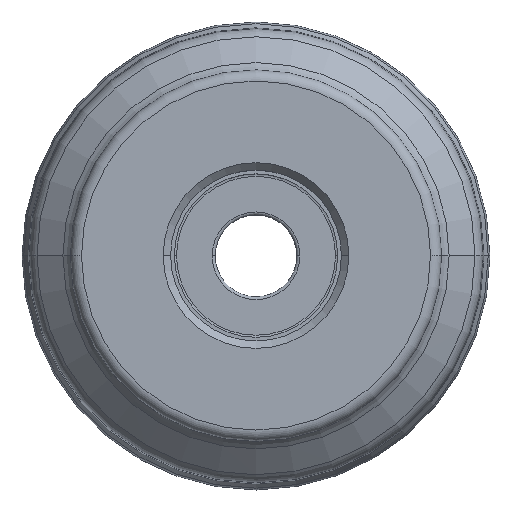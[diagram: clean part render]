
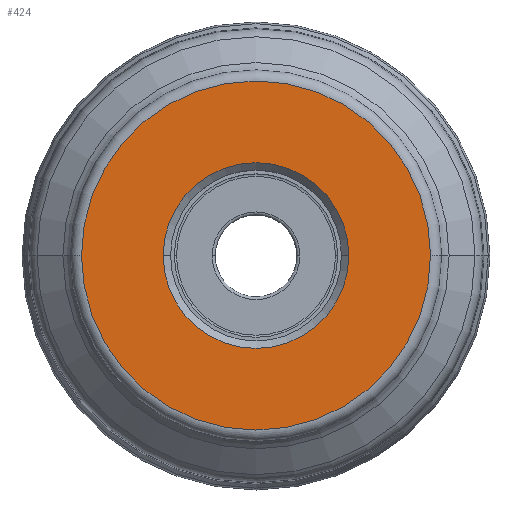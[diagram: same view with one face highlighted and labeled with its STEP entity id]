
A CAD part, top view. The second image highlights one B-rep face of the part: STEP entity #424.
In plain terms, the highlighted planar face has unit normal (0, 0, 1).
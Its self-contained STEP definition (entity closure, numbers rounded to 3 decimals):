
#424=ADVANCED_FACE('',(#468,#469),#458,.F.);
#458=PLANE('',#2708);
#468=FACE_BOUND('',#583,.T.);
#469=FACE_BOUND('',#584,.T.);
#583=EDGE_LOOP('',(#1082,#1083,#1084,#1085));
#584=EDGE_LOOP('',(#1086,#1087,#1088,#1089));
#1082=ORIENTED_EDGE('',*,*,#1683,.F.);
#1083=ORIENTED_EDGE('',*,*,#1687,.F.);
#1084=ORIENTED_EDGE('',*,*,#1686,.T.);
#1085=ORIENTED_EDGE('',*,*,#1684,.T.);
#1086=ORIENTED_EDGE('',*,*,#1688,.T.);
#1087=ORIENTED_EDGE('',*,*,#1689,.T.);
#1088=ORIENTED_EDGE('',*,*,#1690,.T.);
#1089=ORIENTED_EDGE('',*,*,#1691,.T.);
#1390=VERTEX_POINT('',#5565);
#1391=VERTEX_POINT('',#5567);
#1392=VERTEX_POINT('',#5569);
#1393=VERTEX_POINT('',#5573);
#1394=VERTEX_POINT('',#5577);
#1395=VERTEX_POINT('',#5578);
#1396=VERTEX_POINT('',#5580);
#1397=VERTEX_POINT('',#5582);
#1683=EDGE_CURVE('',#1390,#1391,#2053,.T.);
#1684=EDGE_CURVE('',#1392,#1391,#2054,.T.);
#1686=EDGE_CURVE('',#1393,#1392,#2056,.T.);
#1687=EDGE_CURVE('',#1393,#1390,#2057,.T.);
#1688=EDGE_CURVE('',#1394,#1395,#2058,.T.);
#1689=EDGE_CURVE('',#1395,#1396,#2059,.T.);
#1690=EDGE_CURVE('',#1396,#1397,#2060,.T.);
#1691=EDGE_CURVE('',#1397,#1394,#2061,.T.);
#2053=CIRCLE('',#2697,23.5);
#2054=CIRCLE('',#2698,23.5);
#2056=CIRCLE('',#2701,23.5);
#2057=CIRCLE('',#2702,23.5);
#2058=CIRCLE('',#2704,12.5);
#2059=CIRCLE('',#2705,12.5);
#2060=CIRCLE('',#2706,12.5);
#2061=CIRCLE('',#2707,12.5);
#2697=AXIS2_PLACEMENT_3D('',#5566,#3371,#3372);
#2698=AXIS2_PLACEMENT_3D('',#5568,#3373,#3374);
#2701=AXIS2_PLACEMENT_3D('',#5572,#3379,#3380);
#2702=AXIS2_PLACEMENT_3D('',#5574,#3381,#3382);
#2704=AXIS2_PLACEMENT_3D('',#5576,#3385,#3386);
#2705=AXIS2_PLACEMENT_3D('',#5579,#3387,#3388);
#2706=AXIS2_PLACEMENT_3D('',#5581,#3389,#3390);
#2707=AXIS2_PLACEMENT_3D('',#5583,#3391,#3392);
#2708=AXIS2_PLACEMENT_3D('',#5584,#3393,#3394);
#3371=DIRECTION('',(0.,0.,-1.));
#3372=DIRECTION('',(-1.,0.,0.));
#3373=DIRECTION('',(0.,0.,1.));
#3374=DIRECTION('',(1.,0.,0.));
#3379=DIRECTION('',(0.,0.,1.));
#3380=DIRECTION('',(1.,0.,0.));
#3381=DIRECTION('',(0.,0.,-1.));
#3382=DIRECTION('',(-1.,0.,0.));
#3385=DIRECTION('',(0.,0.,-1.));
#3386=DIRECTION('',(0.,-1.,0.));
#3387=DIRECTION('',(0.,0.,-1.));
#3388=DIRECTION('',(-1.,0.,0.));
#3389=DIRECTION('',(0.,0.,-1.));
#3390=DIRECTION('',(0.,1.,0.));
#3391=DIRECTION('',(0.,0.,-1.));
#3392=DIRECTION('',(1.,0.,0.));
#3393=DIRECTION('',(0.,0.,-1.));
#3394=DIRECTION('',(1.,0.,0.));
#5565=CARTESIAN_POINT('',(-23.5,0.,0.));
#5566=CARTESIAN_POINT('',(0.,0.,0.));
#5567=CARTESIAN_POINT('',(-23.5,0.021,0.));
#5568=CARTESIAN_POINT('',(0.,0.,0.));
#5569=CARTESIAN_POINT('',(23.5,0.,0.));
#5572=CARTESIAN_POINT('',(0.,0.,0.));
#5573=CARTESIAN_POINT('',(23.5,-0.021,0.));
#5574=CARTESIAN_POINT('',(0.,0.,0.));
#5576=CARTESIAN_POINT('',(0.,0.,0.));
#5577=CARTESIAN_POINT('',(0.,-12.5,0.));
#5578=CARTESIAN_POINT('',(-12.5,0.,0.));
#5579=CARTESIAN_POINT('',(0.,0.,0.));
#5580=CARTESIAN_POINT('',(0.,12.5,0.));
#5581=CARTESIAN_POINT('',(0.,0.,0.));
#5582=CARTESIAN_POINT('',(12.5,0.,0.));
#5583=CARTESIAN_POINT('',(0.,0.,0.));
#5584=CARTESIAN_POINT('',(0.,0.,0.));
